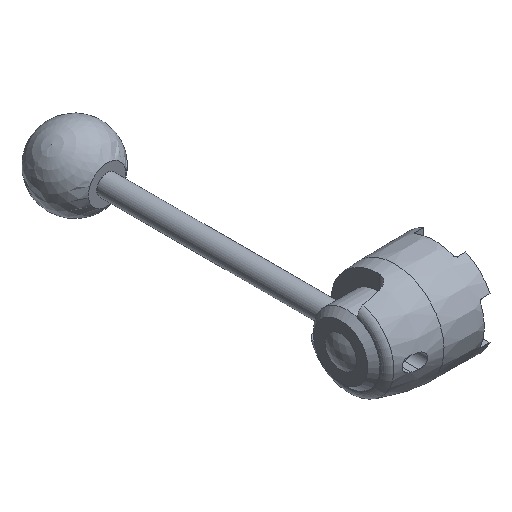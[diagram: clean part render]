
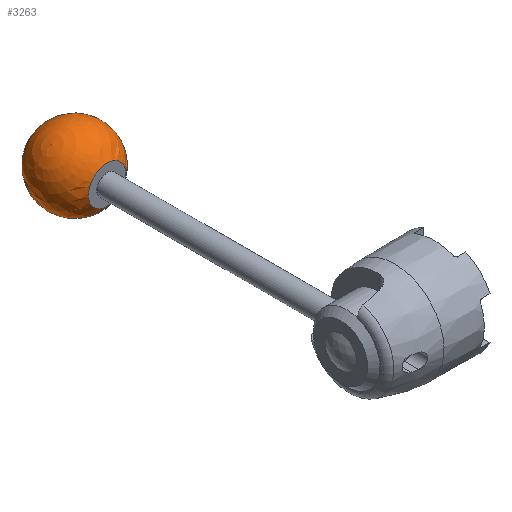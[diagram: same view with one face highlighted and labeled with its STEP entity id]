
A CAD part, isometric view. The second image highlights one B-rep face of the part: STEP entity #3263.
In plain terms, the highlighted spherical face has radius 18 mm.
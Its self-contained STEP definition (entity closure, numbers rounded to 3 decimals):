
#3247=CARTESIAN_POINT('',(-36.4,141.288,0.));
#3248=DIRECTION('',(-0.614,0.0,0.79));
#3249=DIRECTION('',(0.0,1.0,0.0));
#3250=AXIS2_PLACEMENT_3D('',#3247,#3248,#3249);
#3251=SPHERICAL_SURFACE('',#3250,18.0);
#3252=CARTESIAN_POINT('',(-43.507,125.7,-5.522));
#3253=VERTEX_POINT('',#3252);
#3254=CARTESIAN_POINT('',(-36.4,125.7,0.));
#3255=DIRECTION('',(0.0,1.0,0.0));
#3256=DIRECTION('',(-0.79,0.0,-0.614));
#3257=AXIS2_PLACEMENT_3D('',#3254,#3255,#3256);
#3258=CIRCLE('',#3257,9.);
#3259=EDGE_CURVE('',#3253,#3253,#3258,.T.);
#3260=ORIENTED_EDGE('',*,*,#3259,.T.);
#3261=EDGE_LOOP('',(#3260));
#3262=FACE_OUTER_BOUND('',#3261,.T.);
#3263=ADVANCED_FACE('',(#3262),#3251,.T.);
